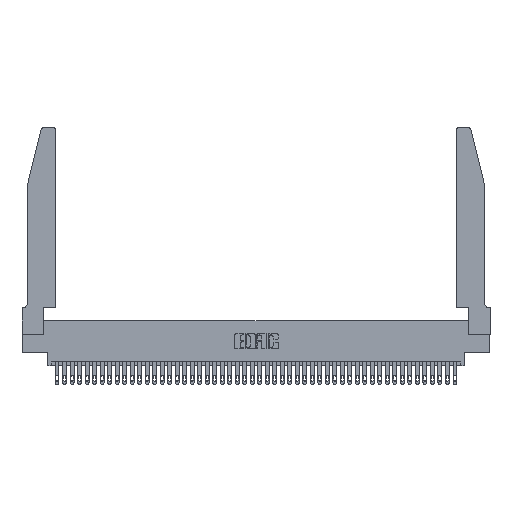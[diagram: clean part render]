
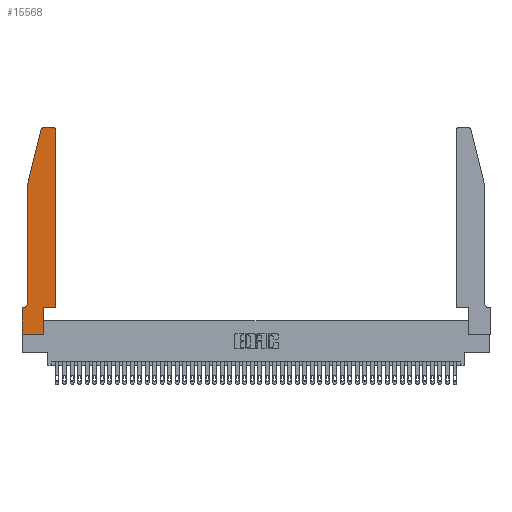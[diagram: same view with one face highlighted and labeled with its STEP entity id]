
A CAD part, top view. The second image highlights one B-rep face of the part: STEP entity #15568.
In plain terms, the highlighted planar face has unit normal (0, 0, 1).
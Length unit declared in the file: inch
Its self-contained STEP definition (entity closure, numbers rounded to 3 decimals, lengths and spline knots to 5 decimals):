
#935 = LINE ( 'NONE', #6088, #30693 ) ;
#1208 = ORIENTED_EDGE ( 'NONE', *, *, #22606, .T. ) ;
#1310 = CARTESIAN_POINT ( 'NONE',  ( 0.2865, 0., 0.37 ) ) ;
#1386 = CARTESIAN_POINT ( 'NONE',  ( 0.2865, 0.35, 0.37 ) ) ;
#2746 = VERTEX_POINT ( 'NONE', #36788 ) ;
#2915 = EDGE_CURVE ( 'NONE', #17242, #26849, #40009, .T. ) ;
#3026 = VECTOR ( 'NONE', #32782, 39.37008 ) ;
#3109 = DIRECTION ( 'NONE',  ( -1., 0., 0. ) ) ;
#4012 = AXIS2_PLACEMENT_3D ( 'NONE', #25473, #29792, #12581 ) ;
#4764 = EDGE_CURVE ( 'NONE', #19912, #25991, #44948, .T. ) ;
#4933 = ORIENTED_EDGE ( 'NONE', *, *, #4764, .T. ) ;
#5201 = DIRECTION ( 'NONE',  ( 0., 1., 0. ) ) ;
#5375 = LINE ( 'NONE', #31527, #6490 ) ;
#5416 = VERTEX_POINT ( 'NONE', #21178 ) ;
#5529 = CARTESIAN_POINT ( 'NONE',  ( 0.284, 2.75, 0.37 ) ) ;
#5996 = AXIS2_PLACEMENT_3D ( 'NONE', #16688, #20056, #9103 ) ;
#6088 = CARTESIAN_POINT ( 'NONE',  ( 0.2865, 0.35, 0.37 ) ) ;
#6402 = VERTEX_POINT ( 'NONE', #30332 ) ;
#6490 = VECTOR ( 'NONE', #17560, 39.37008 ) ;
#6648 = LINE ( 'NONE', #36020, #34165 ) ;
#6948 = ORIENTED_EDGE ( 'NONE', *, *, #18052, .T. ) ;
#9103 = DIRECTION ( 'NONE',  ( 1., 0., 0. ) ) ;
#10346 = EDGE_LOOP ( 'NONE', ( #10350, #28834, #1208, #29176, #12135, #11290, #35406, #23017, #41282, #6948, #4933, #19118 ) ) ;
#10350 = ORIENTED_EDGE ( 'NONE', *, *, #2915, .T. ) ;
#10682 = CARTESIAN_POINT ( 'NONE',  ( 0.4505, 0.35, 0.37 ) ) ;
#11290 = ORIENTED_EDGE ( 'NONE', *, *, #19799, .T. ) ;
#12135 = ORIENTED_EDGE ( 'NONE', *, *, #20580, .T. ) ;
#12210 = CARTESIAN_POINT ( 'NONE',  ( 0.4205, 2.72, 0.37 ) ) ;
#12581 = DIRECTION ( 'NONE',  ( -1., 0., 0. ) ) ;
#12791 = VERTEX_POINT ( 'NONE', #1386 ) ;
#13078 = CARTESIAN_POINT ( 'NONE',  ( 0., 0., 0.37 ) ) ;
#13277 = CARTESIAN_POINT ( 'NONE',  ( 0.2605, 2.75, 0.37 ) ) ;
#13514 = LINE ( 'NONE', #10682, #3026 ) ;
#13810 = VERTEX_POINT ( 'NONE', #29803 ) ;
#14268 = CARTESIAN_POINT ( 'NONE',  ( 0.0755, 2., 0.37 ) ) ;
#15568 = ADVANCED_FACE ( 'NONE', ( #35019 ), #26646, .T. ) ;
#16688 = CARTESIAN_POINT ( 'NONE',  ( 0., 0.35, 0.37 ) ) ;
#17242 = VERTEX_POINT ( 'NONE', #18640 ) ;
#17560 = DIRECTION ( 'NONE',  ( -0.239, -0.971, 0. ) ) ;
#17586 = CARTESIAN_POINT ( 'NONE',  ( 0.4505, 0.35, 0.37 ) ) ;
#17812 = DIRECTION ( 'NONE',  ( 0., -1., 0. ) ) ;
#18050 = DIRECTION ( 'NONE',  ( -1., 0., 0. ) ) ;
#18052 = EDGE_CURVE ( 'NONE', #12791, #19912, #13514, .T. ) ;
#18249 = AXIS2_PLACEMENT_3D ( 'NONE', #27883, #38624, #20815 ) ;
#18632 = VERTEX_POINT ( 'NONE', #1310 ) ;
#18640 = CARTESIAN_POINT ( 'NONE',  ( 0.4205, 2.75, 0.37 ) ) ;
#18813 = DIRECTION ( 'NONE',  ( 1., 0., 0. ) ) ;
#19118 = ORIENTED_EDGE ( 'NONE', *, *, #44684, .T. ) ;
#19465 = DIRECTION ( 'NONE',  ( 0., 0., 1. ) ) ;
#19799 = EDGE_CURVE ( 'NONE', #5416, #20497, #6648, .T. ) ;
#19912 = VERTEX_POINT ( 'NONE', #33737 ) ;
#20056 = DIRECTION ( 'NONE',  ( 0., 0., 1. ) ) ;
#20497 = VERTEX_POINT ( 'NONE', #27075 ) ;
#20580 = EDGE_CURVE ( 'NONE', #6402, #5416, #32390, .T. ) ;
#20815 = DIRECTION ( 'NONE',  ( 1., 0., 0. ) ) ;
#21178 = CARTESIAN_POINT ( 'NONE',  ( 0.0055, 0.35, 0.37 ) ) ;
#22510 = EDGE_CURVE ( 'NONE', #18632, #12791, #935, .T. ) ;
#22606 = EDGE_CURVE ( 'NONE', #13810, #2746, #5375, .T. ) ;
#23017 = ORIENTED_EDGE ( 'NONE', *, *, #43744, .T. ) ;
#23206 = VERTEX_POINT ( 'NONE', #42666 ) ;
#25473 = CARTESIAN_POINT ( 'NONE',  ( 0.0055, 0.42, 0.37 ) ) ;
#25991 = VERTEX_POINT ( 'NONE', #31143 ) ;
#26646 = PLANE ( 'NONE',  #5996 ) ;
#26849 = VERTEX_POINT ( 'NONE', #5529 ) ;
#27075 = CARTESIAN_POINT ( 'NONE',  ( 0., 0.35, 0.37 ) ) ;
#27358 = VECTOR ( 'NONE', #3109, 39.37008 ) ;
#27883 = CARTESIAN_POINT ( 'NONE',  ( 0.284, 2.72, 0.37 ) ) ;
#27929 = VECTOR ( 'NONE', #17812, 39.37008 ) ;
#28594 = LINE ( 'NONE', #13078, #42423 ) ;
#28679 = CARTESIAN_POINT ( 'NONE',  ( 0., 0., 0.37 ) ) ;
#28834 = ORIENTED_EDGE ( 'NONE', *, *, #41552, .T. ) ;
#29099 = EDGE_CURVE ( 'NONE', #20497, #23206, #38371, .T. ) ;
#29176 = ORIENTED_EDGE ( 'NONE', *, *, #30280, .T. ) ;
#29792 = DIRECTION ( 'NONE',  ( 0., 0., -1. ) ) ;
#29803 = CARTESIAN_POINT ( 'NONE',  ( 0.25487, 2.72718, 0.37 ) ) ;
#30280 = EDGE_CURVE ( 'NONE', #2746, #6402, #30958, .T. ) ;
#30332 = CARTESIAN_POINT ( 'NONE',  ( 0.0755, 0.42, 0.37 ) ) ;
#30693 = VECTOR ( 'NONE', #41342, 39.37008 ) ;
#30958 = LINE ( 'NONE', #14268, #33139 ) ;
#31143 = CARTESIAN_POINT ( 'NONE',  ( 0.4505, 2.72, 0.37 ) ) ;
#31527 = CARTESIAN_POINT ( 'NONE',  ( 0.0755, 2., 0.37 ) ) ;
#32390 = CIRCLE ( 'NONE', #4012, 0.07 ) ;
#32782 = DIRECTION ( 'NONE',  ( 1., 0., 0. ) ) ;
#33139 = VECTOR ( 'NONE', #42446, 39.37008 ) ;
#33737 = CARTESIAN_POINT ( 'NONE',  ( 0.4505, 0.35, 0.37 ) ) ;
#34165 = VECTOR ( 'NONE', #18050, 39.37008 ) ;
#35019 = FACE_OUTER_BOUND ( 'NONE', #10346, .T. ) ;
#35406 = ORIENTED_EDGE ( 'NONE', *, *, #29099, .T. ) ;
#36020 = CARTESIAN_POINT ( 'NONE',  ( 0.0755, 0.35, 0.37 ) ) ;
#36788 = CARTESIAN_POINT ( 'NONE',  ( 0.0755, 2., 0.37 ) ) ;
#36820 = CIRCLE ( 'NONE', #43056, 0.03 ) ;
#38371 = LINE ( 'NONE', #28679, #27929 ) ;
#38624 = DIRECTION ( 'NONE',  ( 0., 0., 1. ) ) ;
#40009 = LINE ( 'NONE', #13277, #27358 ) ;
#41282 = ORIENTED_EDGE ( 'NONE', *, *, #22510, .T. ) ;
#41342 = DIRECTION ( 'NONE',  ( 0., 1., 0. ) ) ;
#41552 = EDGE_CURVE ( 'NONE', #26849, #13810, #42993, .T. ) ;
#42423 = VECTOR ( 'NONE', #44813, 39.37008 ) ;
#42446 = DIRECTION ( 'NONE',  ( 0., -1., 0. ) ) ;
#42666 = CARTESIAN_POINT ( 'NONE',  ( 0., 0., 0.37 ) ) ;
#42993 = CIRCLE ( 'NONE', #18249, 0.03 ) ;
#43056 = AXIS2_PLACEMENT_3D ( 'NONE', #12210, #19465, #18813 ) ;
#43744 = EDGE_CURVE ( 'NONE', #23206, #18632, #28594, .T. ) ;
#43834 = VECTOR ( 'NONE', #5201, 39.37008 ) ;
#44684 = EDGE_CURVE ( 'NONE', #25991, #17242, #36820, .T. ) ;
#44813 = DIRECTION ( 'NONE',  ( 1., 0., 0. ) ) ;
#44948 = LINE ( 'NONE', #17586, #43834 ) ;
